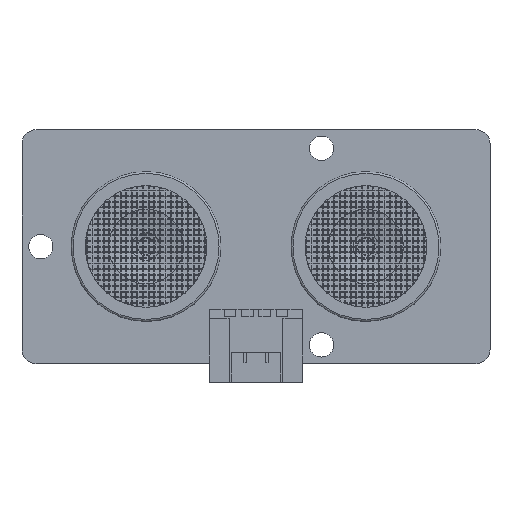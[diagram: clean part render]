
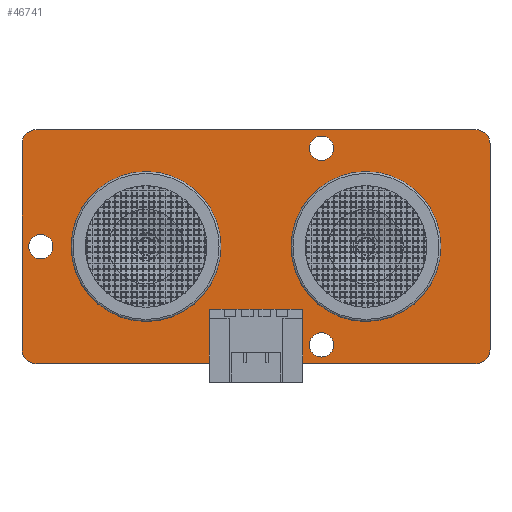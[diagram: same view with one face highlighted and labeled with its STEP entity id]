
A CAD part, top view. The second image highlights one B-rep face of the part: STEP entity #46741.
In plain terms, the highlighted planar face has unit normal (0, 0, 1).
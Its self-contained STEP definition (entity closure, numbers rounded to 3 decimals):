
#779 = CIRCLE ( 'NONE', #68988, 1.3 ) ;
#926 = VERTEX_POINT ( 'NONE', #46975 ) ;
#1327 = CARTESIAN_POINT ( 'NONE',  ( 5.7, -10.5, 1.5 ) ) ;
#1799 = ORIENTED_EDGE ( 'NONE', *, *, #19401, .F. ) ;
#2469 = CARTESIAN_POINT ( 'NONE',  ( -25., 11., 1.5 ) ) ;
#2567 = DIRECTION ( 'NONE',  ( 0., 0., 1. ) ) ;
#3337 = EDGE_CURVE ( 'NONE', #12605, #38092, #8746, .T. ) ;
#3574 = CIRCLE ( 'NONE', #25355, 1.3 ) ;
#4120 = VERTEX_POINT ( 'NONE', #15804 ) ;
#5115 = CIRCLE ( 'NONE', #15384, 1.3 ) ;
#6393 = EDGE_CURVE ( 'NONE', #926, #18030, #42832, .T. ) ;
#6516 = CARTESIAN_POINT ( 'NONE',  ( 23.5, -12.5, 1.5 ) ) ;
#6994 = CARTESIAN_POINT ( 'NONE',  ( -23.5, -11., 1.5 ) ) ;
#8074 = VECTOR ( 'NONE', #11513, 1000. ) ;
#8214 = EDGE_CURVE ( 'NONE', #31867, #31867, #779, .T. ) ;
#8746 = CIRCLE ( 'NONE', #30525, 1.5 ) ;
#9453 = AXIS2_PLACEMENT_3D ( 'NONE', #60677, #42871, #25141 ) ;
#9953 = EDGE_CURVE ( 'NONE', #4120, #4120, #5115, .T. ) ;
#10140 = CARTESIAN_POINT ( 'NONE',  ( -21.7, 0., 1.5 ) ) ;
#11168 = ORIENTED_EDGE ( 'NONE', *, *, #56819, .T. ) ;
#11294 = EDGE_CURVE ( 'NONE', #74210, #926, #66134, .T. ) ;
#11506 = EDGE_LOOP ( 'NONE', ( #77090 ) ) ;
#11513 = DIRECTION ( 'NONE',  ( 1., 0., 0. ) ) ;
#12603 = CARTESIAN_POINT ( 'NONE',  ( -23.5, 12.5, 1.5 ) ) ;
#12605 = VERTEX_POINT ( 'NONE', #12603 ) ;
#13331 = EDGE_LOOP ( 'NONE', ( #1799 ) ) ;
#14028 = DIRECTION ( 'NONE',  ( 1., 0., 0. ) ) ;
#14235 = DIRECTION ( 'NONE',  ( 1., 0., 0. ) ) ;
#14652 = CARTESIAN_POINT ( 'NONE',  ( 23.5, 11., 1.5 ) ) ;
#15384 = AXIS2_PLACEMENT_3D ( 'NONE', #32733, #69875, #51739 ) ;
#15804 = CARTESIAN_POINT ( 'NONE',  ( 8.3, 10.5, 1.5 ) ) ;
#15890 = CIRCLE ( 'NONE', #9453, 8. ) ;
#17075 = ORIENTED_EDGE ( 'NONE', *, *, #3337, .T. ) ;
#17436 = DIRECTION ( 'NONE',  ( -1., 0., 0. ) ) ;
#17760 = CARTESIAN_POINT ( 'NONE',  ( 3.75, 0., 1.5 ) ) ;
#17937 = DIRECTION ( 'NONE',  ( 1., 0., 0. ) ) ;
#18030 = VERTEX_POINT ( 'NONE', #28504 ) ;
#18432 = VECTOR ( 'NONE', #17436, 1000. ) ;
#18880 = ORIENTED_EDGE ( 'NONE', *, *, #11294, .T. ) ;
#19378 = DIRECTION ( 'NONE',  ( 0., -1., 0. ) ) ;
#19401 = EDGE_CURVE ( 'NONE', #46832, #46832, #3574, .T. ) ;
#20688 = EDGE_LOOP ( 'NONE', ( #77927 ) ) ;
#21063 = AXIS2_PLACEMENT_3D ( 'NONE', #60826, #22532, #47143 ) ;
#21326 = AXIS2_PLACEMENT_3D ( 'NONE', #30629, #37486, #30243 ) ;
#22532 = DIRECTION ( 'NONE',  ( 0., 0., 1. ) ) ;
#23656 = CIRCLE ( 'NONE', #21063, 1.5 ) ;
#24208 = EDGE_CURVE ( 'NONE', #48020, #48020, #36753, .T. ) ;
#25141 = DIRECTION ( 'NONE',  ( 1., 0., 0. ) ) ;
#25355 = AXIS2_PLACEMENT_3D ( 'NONE', #40360, #44810, #14235 ) ;
#25592 = DIRECTION ( 'NONE',  ( 0., 0., 1. ) ) ;
#26044 = VECTOR ( 'NONE', #60134, 1000. ) ;
#26199 = LINE ( 'NONE', #2469, #74856 ) ;
#27095 = DIRECTION ( 'NONE',  ( -1., 0., 0. ) ) ;
#27789 = ORIENTED_EDGE ( 'NONE', *, *, #45610, .T. ) ;
#28140 = VERTEX_POINT ( 'NONE', #39027 ) ;
#28504 = CARTESIAN_POINT ( 'NONE',  ( 23.5, 12.5, 1.5 ) ) ;
#29951 = EDGE_CURVE ( 'NONE', #35697, #56392, #31187, .T. ) ;
#30243 = DIRECTION ( 'NONE',  ( -1., 0., 0. ) ) ;
#30525 = AXIS2_PLACEMENT_3D ( 'NONE', #57142, #45844, #14028 ) ;
#30629 = CARTESIAN_POINT ( 'NONE',  ( 11.75, 0., 1.5 ) ) ;
#30681 = EDGE_CURVE ( 'NONE', #79154, #35697, #23656, .T. ) ;
#31187 = LINE ( 'NONE', #72408, #8074 ) ;
#31867 = VERTEX_POINT ( 'NONE', #1327 ) ;
#32405 = CARTESIAN_POINT ( 'NONE',  ( 7., -10.5, 1.5 ) ) ;
#32733 = CARTESIAN_POINT ( 'NONE',  ( 7., 10.5, 1.5 ) ) ;
#35004 = ORIENTED_EDGE ( 'NONE', *, *, #62364, .F. ) ;
#35467 = CARTESIAN_POINT ( 'NONE',  ( 25., 11., 1.5 ) ) ;
#35697 = VERTEX_POINT ( 'NONE', #52247 ) ;
#36195 = ORIENTED_EDGE ( 'NONE', *, *, #47822, .T. ) ;
#36753 = CIRCLE ( 'NONE', #21326, 8. ) ;
#36889 = EDGE_LOOP ( 'NONE', ( #35004 ) ) ;
#37486 = DIRECTION ( 'NONE',  ( 0., 0., 1. ) ) ;
#38092 = VERTEX_POINT ( 'NONE', #45322 ) ;
#39027 = CARTESIAN_POINT ( 'NONE',  ( -3.75, 0., 1.5 ) ) ;
#39235 = ORIENTED_EDGE ( 'NONE', *, *, #8214, .F. ) ;
#40360 = CARTESIAN_POINT ( 'NONE',  ( -23., 0., 1.5 ) ) ;
#40938 = DIRECTION ( 'NONE',  ( 0., 0., 1. ) ) ;
#41597 = AXIS2_PLACEMENT_3D ( 'NONE', #14652, #2567, #27095 ) ;
#42832 = CIRCLE ( 'NONE', #41597, 1.5 ) ;
#42871 = DIRECTION ( 'NONE',  ( 0., 0., 1. ) ) ;
#43321 = EDGE_LOOP ( 'NONE', ( #60519, #65471, #11168, #18880, #48319, #36195, #17075, #27789 ) ) ;
#44770 = CARTESIAN_POINT ( 'NONE',  ( -25., -11., 1.5 ) ) ;
#44810 = DIRECTION ( 'NONE',  ( 0., 0., 1. ) ) ;
#45322 = CARTESIAN_POINT ( 'NONE',  ( -25., 11., 1.5 ) ) ;
#45610 = EDGE_CURVE ( 'NONE', #38092, #79154, #26199, .T. ) ;
#45844 = DIRECTION ( 'NONE',  ( 0., 0., 1. ) ) ;
#46741 = ADVANCED_FACE ( 'NONE', ( #50527, #68261, #75087, #50105, #63025, #67841 ), #62227, .T. ) ;
#46832 = VERTEX_POINT ( 'NONE', #10140 ) ;
#46975 = CARTESIAN_POINT ( 'NONE',  ( 25., 11., 1.5 ) ) ;
#47143 = DIRECTION ( 'NONE',  ( 1., 0., 0. ) ) ;
#47822 = EDGE_CURVE ( 'NONE', #18030, #12605, #66181, .T. ) ;
#48020 = VERTEX_POINT ( 'NONE', #17760 ) ;
#48319 = ORIENTED_EDGE ( 'NONE', *, *, #6393, .T. ) ;
#48590 = CARTESIAN_POINT ( 'NONE',  ( 23.5, -11., 1.5 ) ) ;
#50105 = FACE_OUTER_BOUND ( 'NONE', #43321, .T. ) ;
#50527 = FACE_BOUND ( 'NONE', #20688, .T. ) ;
#50752 = CARTESIAN_POINT ( 'NONE',  ( 25., -11., 1.5 ) ) ;
#51000 = CIRCLE ( 'NONE', #76793, 1.5 ) ;
#51739 = DIRECTION ( 'NONE',  ( 1., 0., 0. ) ) ;
#52247 = CARTESIAN_POINT ( 'NONE',  ( -23.5, -12.5, 1.5 ) ) ;
#55286 = EDGE_LOOP ( 'NONE', ( #39235 ) ) ;
#56392 = VERTEX_POINT ( 'NONE', #6516 ) ;
#56819 = EDGE_CURVE ( 'NONE', #56392, #74210, #51000, .T. ) ;
#57142 = CARTESIAN_POINT ( 'NONE',  ( -23.5, 11., 1.5 ) ) ;
#60134 = DIRECTION ( 'NONE',  ( 0., 1., 0. ) ) ;
#60519 = ORIENTED_EDGE ( 'NONE', *, *, #30681, .T. ) ;
#60677 = CARTESIAN_POINT ( 'NONE',  ( -11.75, 0., 1.5 ) ) ;
#60826 = CARTESIAN_POINT ( 'NONE',  ( -23.5, -11., 1.5 ) ) ;
#62227 = PLANE ( 'NONE',  #63522 ) ;
#62364 = EDGE_CURVE ( 'NONE', #28140, #28140, #15890, .T. ) ;
#62637 = DIRECTION ( 'NONE',  ( 1., 0., 0. ) ) ;
#62734 = DIRECTION ( 'NONE',  ( -1., 0., 0. ) ) ;
#63025 = FACE_BOUND ( 'NONE', #13331, .T. ) ;
#63522 = AXIS2_PLACEMENT_3D ( 'NONE', #6994, #68654, #62637 ) ;
#65471 = ORIENTED_EDGE ( 'NONE', *, *, #29951, .T. ) ;
#66134 = LINE ( 'NONE', #35467, #26044 ) ;
#66181 = LINE ( 'NONE', #78686, #18432 ) ;
#67841 = FACE_BOUND ( 'NONE', #55286, .T. ) ;
#68261 = FACE_BOUND ( 'NONE', #36889, .T. ) ;
#68654 = DIRECTION ( 'NONE',  ( 0., 0., 1. ) ) ;
#68988 = AXIS2_PLACEMENT_3D ( 'NONE', #32405, #25592, #62734 ) ;
#69875 = DIRECTION ( 'NONE',  ( 0., 0., 1. ) ) ;
#72408 = CARTESIAN_POINT ( 'NONE',  ( -23.5, -12.5, 1.5 ) ) ;
#74210 = VERTEX_POINT ( 'NONE', #50752 ) ;
#74856 = VECTOR ( 'NONE', #19378, 1000. ) ;
#75087 = FACE_BOUND ( 'NONE', #11506, .T. ) ;
#76793 = AXIS2_PLACEMENT_3D ( 'NONE', #48590, #40938, #17937 ) ;
#77090 = ORIENTED_EDGE ( 'NONE', *, *, #9953, .F. ) ;
#77927 = ORIENTED_EDGE ( 'NONE', *, *, #24208, .F. ) ;
#78686 = CARTESIAN_POINT ( 'NONE',  ( -23.5, 12.5, 1.5 ) ) ;
#79154 = VERTEX_POINT ( 'NONE', #44770 ) ;
